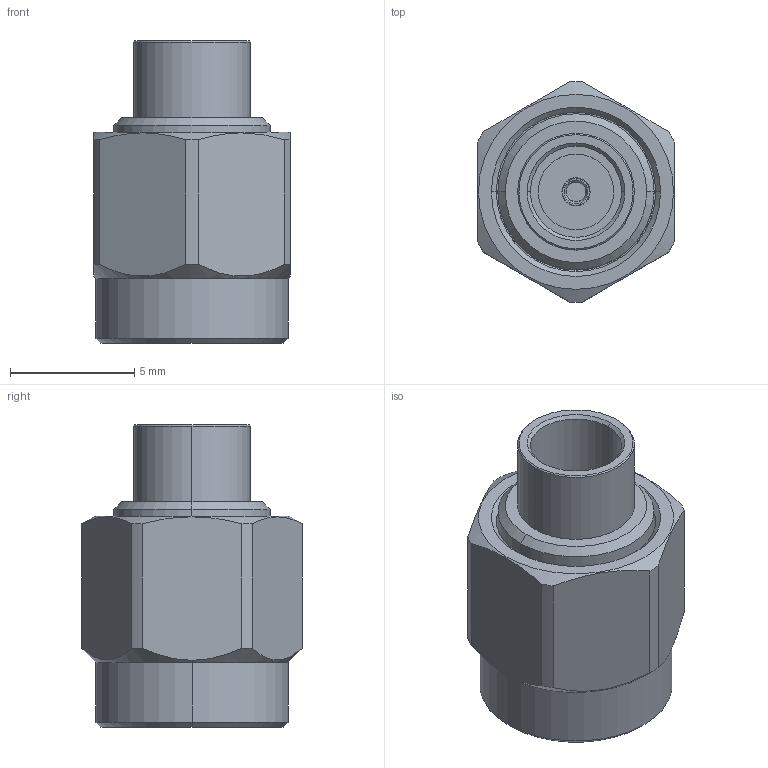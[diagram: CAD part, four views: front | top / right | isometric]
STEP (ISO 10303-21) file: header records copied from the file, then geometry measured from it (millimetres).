
FILE_DESCRIPTION (( 'STEP AP203' ), '1' );
FILE_NAME ('R125.055.100B.STEP', '2014-08-18T09:40:16', ( 'adminradiall' ), ( 'Microsoft' ), 'SwSTEP 2.0', 'SolidWorks 2014', '' );
FILE_SCHEMA (( 'CONFIG_CONTROL_DESIGN' ));
Length unit declared in the file: millimetre
Products named in the file (1): R125.055.100B
Bounding box: 7.94 x 8.9 x 12.19 mm (x, y, z)
Volume: 365.3 mm3; surface area: 659.6 mm2
Topology: 1 solids, 1 shells, 92 faces, 219 edges, 138 vertices
Faces by surface type: cone 36, cylinder 30, plane 26
Entity records: 2859 total; most frequent: CARTESIAN_POINT 634, DIRECTION 468, ORIENTED_EDGE 438, EDGE_CURVE 219, AXIS2_PLACEMENT_3D 196, VERTEX_POINT 138, CIRCLE 103, EDGE_LOOP 103
